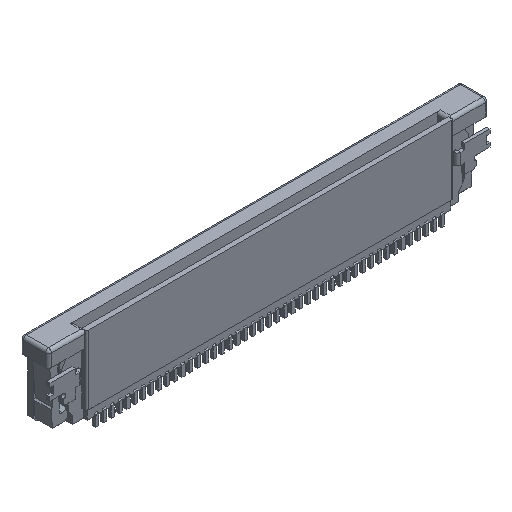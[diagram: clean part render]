
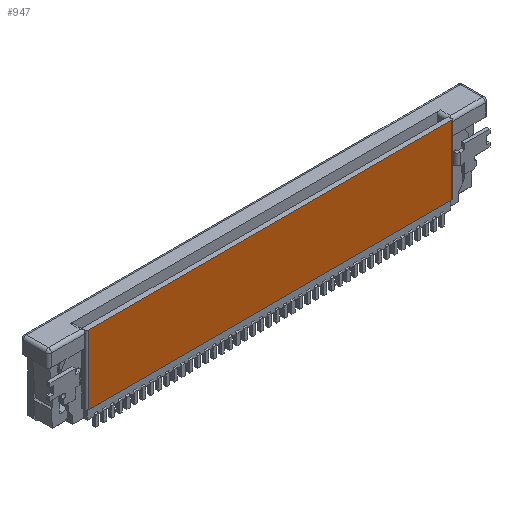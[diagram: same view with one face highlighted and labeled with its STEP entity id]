
A CAD part, isometric view. The second image highlights one B-rep face of the part: STEP entity #947.
In plain terms, the highlighted planar face has unit normal (0, -1, 0).
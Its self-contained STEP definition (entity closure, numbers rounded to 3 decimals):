
#52 = VERTEX_POINT ( 'NONE', #4863 ) ;
#152 = CARTESIAN_POINT ( 'NONE',  ( 0., 0., 0. ) ) ;
#245 = VECTOR ( 'NONE', #4819, 1000. ) ;
#353 = VECTOR ( 'NONE', #4438, 1000. ) ;
#395 = CARTESIAN_POINT ( 'NONE',  ( 11.575, 0., 2.8 ) ) ;
#746 = CARTESIAN_POINT ( 'NONE',  ( 0., 0., -1.6 ) ) ;
#856 = LINE ( 'NONE', #746, #245 ) ;
#916 = LINE ( 'NONE', #4005, #353 ) ;
#931 = CARTESIAN_POINT ( 'NONE',  ( -11.575, 0., 1.3 ) ) ;
#947 = ADVANCED_FACE ( 'NONE', ( #5026 ), #4147, .T. ) ;
#1006 = VECTOR ( 'NONE', #4389, 1000. ) ;
#1119 = ORIENTED_EDGE ( 'NONE', *, *, #1800, .F. ) ;
#1183 = CARTESIAN_POINT ( 'NONE',  ( 11.575, 0., 1.3 ) ) ;
#1360 = CARTESIAN_POINT ( 'NONE',  ( -11.575, 0., -1.6 ) ) ;
#1405 = VERTEX_POINT ( 'NONE', #395 ) ;
#1800 = EDGE_CURVE ( 'NONE', #2421, #3646, #856, .T. ) ;
#1859 = DIRECTION ( 'NONE',  ( 0., -1., 0. ) ) ;
#1873 = ORIENTED_EDGE ( 'NONE', *, *, #3589, .T. ) ;
#2081 = DIRECTION ( 'NONE',  ( 0., 0., 1. ) ) ;
#2179 = LINE ( 'NONE', #931, #1006 ) ;
#2421 = VERTEX_POINT ( 'NONE', #5483 ) ;
#2716 = DIRECTION ( 'NONE',  ( 0., 0., -1. ) ) ;
#2763 = VECTOR ( 'NONE', #2081, 1000. ) ;
#2877 = ORIENTED_EDGE ( 'NONE', *, *, #3294, .F. ) ;
#3294 = EDGE_CURVE ( 'NONE', #3646, #52, #2179, .T. ) ;
#3589 = EDGE_CURVE ( 'NONE', #2421, #1405, #5631, .T. ) ;
#3646 = VERTEX_POINT ( 'NONE', #1360 ) ;
#3707 = EDGE_CURVE ( 'NONE', #1405, #52, #916, .T. ) ;
#3916 = EDGE_LOOP ( 'NONE', ( #1119, #1873, #4654, #2877 ) ) ;
#4005 = CARTESIAN_POINT ( 'NONE',  ( -11.575, 0., 2.8 ) ) ;
#4147 = PLANE ( 'NONE',  #5402 ) ;
#4389 = DIRECTION ( 'NONE',  ( 0., 0., 1. ) ) ;
#4438 = DIRECTION ( 'NONE',  ( -1., 0., 0. ) ) ;
#4654 = ORIENTED_EDGE ( 'NONE', *, *, #3707, .T. ) ;
#4819 = DIRECTION ( 'NONE',  ( -1., 0., 0. ) ) ;
#4863 = CARTESIAN_POINT ( 'NONE',  ( -11.575, 0., 2.8 ) ) ;
#5026 = FACE_OUTER_BOUND ( 'NONE', #3916, .T. ) ;
#5402 = AXIS2_PLACEMENT_3D ( 'NONE', #152, #1859, #2716 ) ;
#5483 = CARTESIAN_POINT ( 'NONE',  ( 11.575, 0., -1.6 ) ) ;
#5631 = LINE ( 'NONE', #1183, #2763 ) ;
